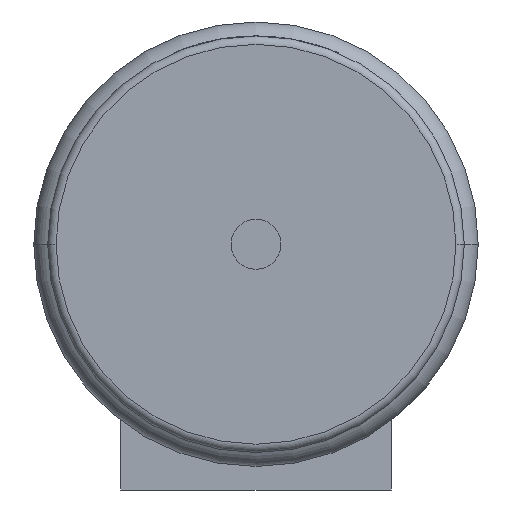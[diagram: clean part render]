
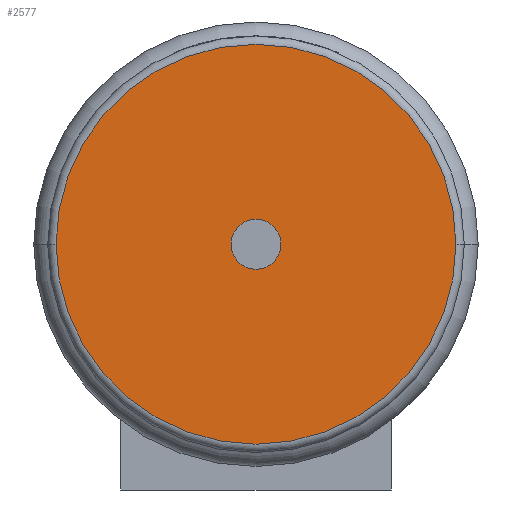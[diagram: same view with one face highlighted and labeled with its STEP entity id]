
A CAD part, front view. The second image highlights one B-rep face of the part: STEP entity #2577.
In plain terms, the highlighted planar face has unit normal (0, -1, 0).
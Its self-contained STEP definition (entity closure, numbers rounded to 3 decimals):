
#1377=CARTESIAN_POINT('',(0.,-85.,0.));
#1378=DIRECTION('',(0.,-1.,0.));
#1379=DIRECTION('',(-1.,0.,0.));
#1380=AXIS2_PLACEMENT_3D('',#1377,#1378,#1379);
#1385=CARTESIAN_POINT('',(0.,-85.,0.));
#1386=DIRECTION('',(0.,-1.,0.));
#1387=DIRECTION('',(1.,0.,0.));
#1388=AXIS2_PLACEMENT_3D('',#1385,#1386,#1387);
#1631=CARTESIAN_POINT('',(-48.,-85.,0.));
#1632=CARTESIAN_POINT('',(48.,-85.,0.));
#1633=VERTEX_POINT('',#1631);
#1634=VERTEX_POINT('',#1632);
#2567=CARTESIAN_POINT('',(0.,-85.,0.));
#2568=DIRECTION('',(0.,-1.,0.));
#2569=DIRECTION('',(1.,0.,0.));
#2570=AXIS2_PLACEMENT_3D('',#2567,#2568,#2569);
#2571=PLANE('',#2570);
#2573=ORIENTED_EDGE('',*,*,#2572,.F.);
#2574=ORIENTED_EDGE('',*,*,#2557,.F.);
#2575=EDGE_LOOP('',(#2573,#2574));
#2576=FACE_OUTER_BOUND('',#2575,.F.);
#1381=CIRCLE('',#1380,48.);
#1389=CIRCLE('',#1388,48.);
#2557=EDGE_CURVE('',#1634,#1633,#1389,.T.);
#2572=EDGE_CURVE('',#1633,#1634,#1381,.T.);
#2577=ADVANCED_FACE('',(#2576),#2571,.T.);
